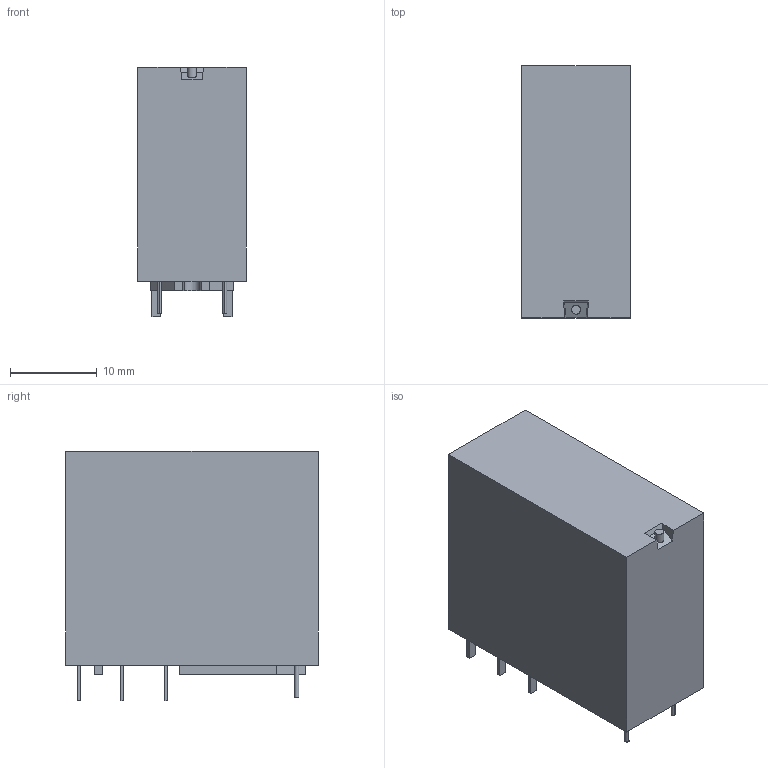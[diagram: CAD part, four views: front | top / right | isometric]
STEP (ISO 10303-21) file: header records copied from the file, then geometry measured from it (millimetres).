
FILE_DESCRIPTION(('FreeCAD Model'),'2;1');
FILE_NAME('REL-SR-_DC_2X21_FG-REL_19-select.step', '2018-03-21T12:15:39',('kicad StepUp'),('ksu MCAD'), 'Open CASCADE STEP processor 6.8','FreeCAD','Unknown');
FILE_SCHEMA(('AUTOMOTIVE_DESIGN_CC2 { 1 2 10303 214 -1 1 5 4 }'));
Length unit declared in the file: millimetre
Products named in the file (1): REL-SR-_DC_2X21_FG-REL_19-select
Bounding box: 12.5 x 29 x 28.7 mm (x, y, z)
Volume: 9072.1 mm3; surface area: 2924.7 mm2
Topology: 1 solids, 1 shells, 65 faces, 160 edges, 108 vertices
Faces by surface type: plane 58, cylinder 7
Entity records: 2373 total; most frequent: CARTESIAN_POINT 334, ORIENTED_EDGE 320, DIRECTION 310, EDGE_CURVE 160, LINE 142, VECTOR 142, VERTEX_POINT 108, AXIS2_PLACEMENT_3D 84
